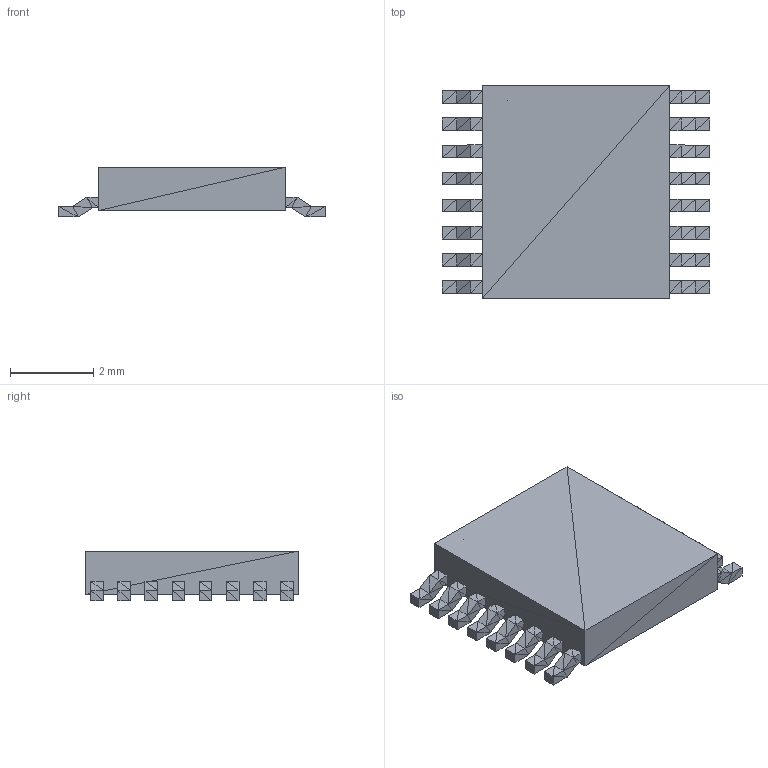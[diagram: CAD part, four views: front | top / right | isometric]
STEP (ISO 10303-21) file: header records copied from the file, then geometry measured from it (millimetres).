
FILE_DESCRIPTION(('STEP AP214'),'1');
FILE_NAME('RU_16','2022-10-27T19:39:32',(''),(''),'','','');
FILE_SCHEMA(('AUTOMOTIVE_DESIGN'));
Length unit declared in the file: millimetre
Products named in the file (1): product
Bounding box: 6.4 x 5.11 x 1.19 mm (x, y, z)
Volume: 25.2 mm3; surface area: 87 mm2
Topology: 17 solids, 145 shells, 588 faces, 744 edges, 266 vertices
Faces by surface type: plane 588
Entity records: 10709 total; most frequent: DIRECTION 1922, ORIENTED_EDGE 1764, CARTESIAN_POINT 881, EDGE_CURVE 744, LINE 744, VECTOR 744, AXIS2_PLACEMENT_3D 589, STYLED_ITEM 588
